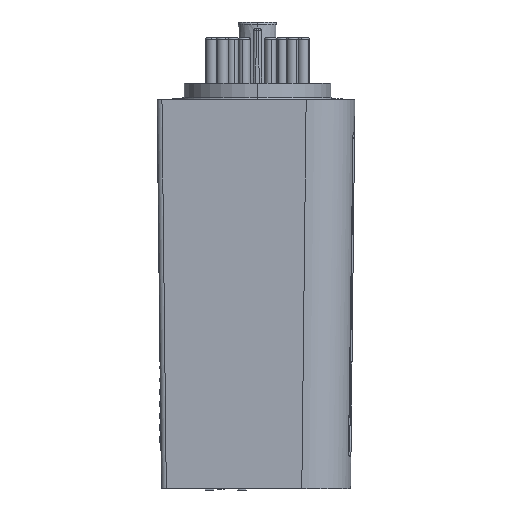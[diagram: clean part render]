
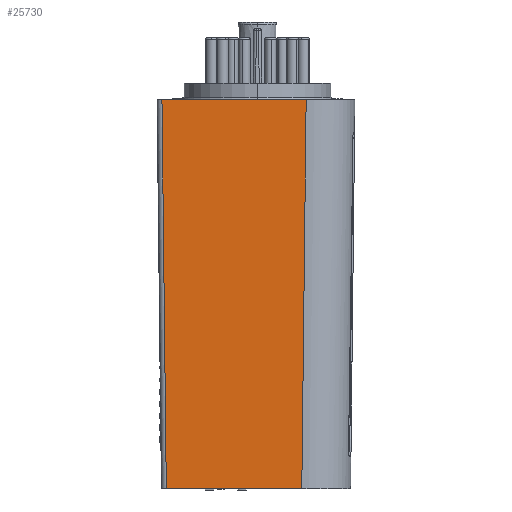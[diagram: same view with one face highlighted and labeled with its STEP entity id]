
A CAD part, front view. The second image highlights one B-rep face of the part: STEP entity #25730.
In plain terms, the highlighted planar face has unit normal (0, -1, -0.011).
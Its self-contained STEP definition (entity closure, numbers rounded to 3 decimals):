
#626=CARTESIAN_POINT('',(-178.782,55.287,79.7));
#791=CARTESIAN_POINT('',(-177.892,56.177,0.));
#801=DIRECTION('',(-1.,0.,0.));
#802=VECTOR('',#801,27.77);
#803=CARTESIAN_POINT('',(-150.122,56.177,
0.));
#804=LINE('',#803,#802);
#885=DIRECTION('',(0.011,0.011,-1.));
#886=VECTOR('',#885,79.71);
#887=CARTESIAN_POINT('',(-178.782,55.287,79.7));
#888=LINE('',#887,#886);
#889=DIRECTION('',(-1.,0.,0.));
#890=VECTOR('',#889,29.55);
#891=CARTESIAN_POINT('',(-149.232,55.287,79.7));
#892=LINE('',#891,#890);
#893=DIRECTION('',(0.011,-0.011,1.));
#894=VECTOR('',#893,79.71);
#895=CARTESIAN_POINT('',(-150.122,56.177,
0.));
#896=LINE('',#895,#894);
#23823=VERTEX_POINT('',#626);
#23824=CARTESIAN_POINT('',(-149.232,55.287,
79.7));
#23825=VERTEX_POINT('',#23824);
#24036=CARTESIAN_POINT('',(-150.122,56.177,
0.));
#24037=VERTEX_POINT('',#24036);
#24157=VERTEX_POINT('',#791);
#25718=CARTESIAN_POINT('',(-159.507,55.287,79.7));
#25719=DIRECTION('',(0.,1.,0.011));
#25720=DIRECTION('',(0.,-0.011,1.));
#25721=AXIS2_PLACEMENT_3D('',#25718,#25719,#25720);
#25722=PLANE('',#25721);
#25723=ORIENTED_EDGE('',*,*,#25648,.F.);
#25724=ORIENTED_EDGE('',*,*,#25500,.F.);
#25726=ORIENTED_EDGE('',*,*,#25725,.F.);
#25727=ORIENTED_EDGE('',*,*,#25671,.T.);
#25728=EDGE_LOOP('',(#25723,#25724,#25726,#25727));
#25729=FACE_OUTER_BOUND('',#25728,.F.);
#25730=ADVANCED_FACE('',(#25729),#25722,.F.);
#25500=EDGE_CURVE('',#23825,#23823,#892,.T.);
#25648=EDGE_CURVE('',#23823,#24157,#888,.T.);
#25671=EDGE_CURVE('',#24037,#24157,#804,.T.);
#25725=EDGE_CURVE('',#24037,#23825,#896,.T.);
